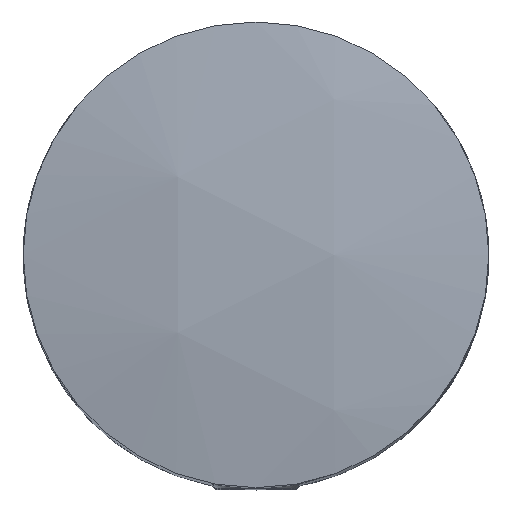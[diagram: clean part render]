
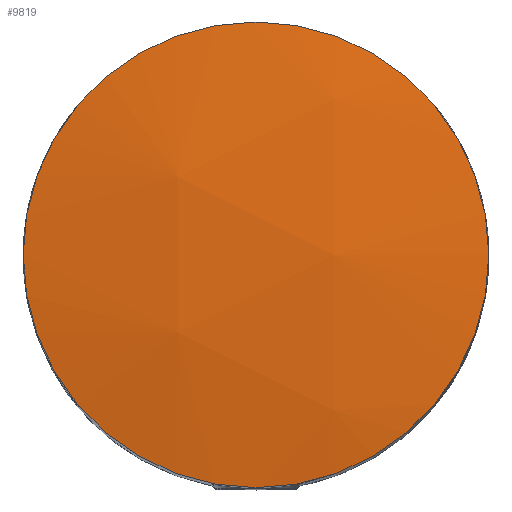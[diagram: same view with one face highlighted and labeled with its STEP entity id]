
A CAD part, top view. The second image highlights one B-rep face of the part: STEP entity #9819.
In plain terms, the highlighted spherical face has radius 60.451 mm.
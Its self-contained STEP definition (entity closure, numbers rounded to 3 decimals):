
#936 = CIRCLE ( 'NONE', #12433, 10.95 ) ;
#2726 = DIRECTION ( 'NONE',  ( 0., -1., 0. ) ) ;
#3260 = AXIS2_PLACEMENT_3D ( 'NONE', #9157, #11567, #13934 ) ;
#3639 = VERTEX_POINT ( 'NONE', #9911 ) ;
#4449 = FACE_OUTER_BOUND ( 'NONE', #9327, .T. ) ;
#5543 = SPHERICAL_SURFACE ( 'NONE', #3260, 60.451 ) ;
#9157 = CARTESIAN_POINT ( 'NONE',  ( 0., 0., -28.451 ) ) ;
#9327 = EDGE_LOOP ( 'NONE', ( #11919 ) ) ;
#9819 = ADVANCED_FACE ( 'NONE', ( #4449 ), #5543, .T. ) ;
#9911 = CARTESIAN_POINT ( 'NONE',  ( 0., -10.95, 31. ) ) ;
#10773 = EDGE_CURVE ( 'NONE', #3639, #3639, #936, .T. ) ;
#10944 = DIRECTION ( 'NONE',  ( 0., 0., 1. ) ) ;
#11567 = DIRECTION ( 'NONE',  ( -1., 0., 0. ) ) ;
#11919 = ORIENTED_EDGE ( 'NONE', *, *, #10773, .T. ) ;
#12120 = CARTESIAN_POINT ( 'NONE',  ( 0., 0., 31. ) ) ;
#12433 = AXIS2_PLACEMENT_3D ( 'NONE', #12120, #10944, #2726 ) ;
#13934 = DIRECTION ( 'NONE',  ( 0., 1., 0. ) ) ;
